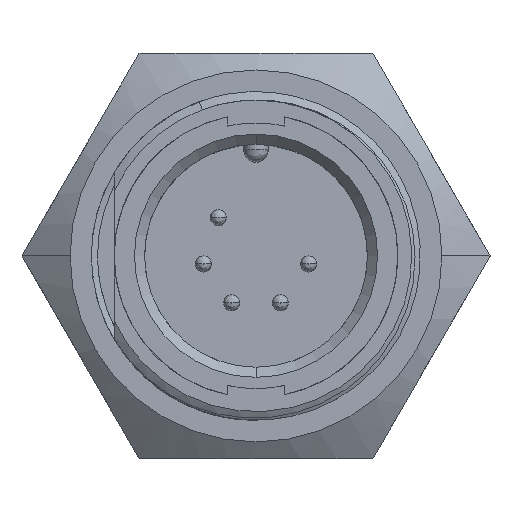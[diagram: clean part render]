
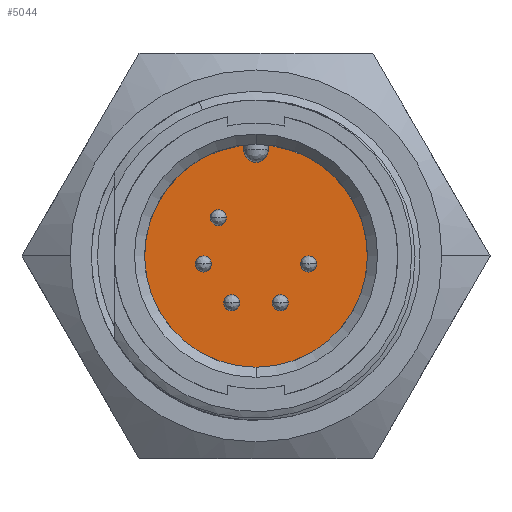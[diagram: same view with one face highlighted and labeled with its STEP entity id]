
A CAD part, top view. The second image highlights one B-rep face of the part: STEP entity #5044.
In plain terms, the highlighted planar face has unit normal (0, 0, 1).
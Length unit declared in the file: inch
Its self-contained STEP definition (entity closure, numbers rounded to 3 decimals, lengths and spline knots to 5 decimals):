
#29 = CARTESIAN_POINT ( 'NONE',  ( -0.03, 0.261, -0.29754 ) ) ;
#52 = VECTOR ( 'NONE', #8644, 39.37008 ) ;
#274 = CIRCLE ( 'NONE', #12384, 0.275 ) ;
#387 = CIRCLE ( 'NONE', #11429, 0.01975 ) ;
#391 = EDGE_LOOP ( 'NONE', ( #3936, #17869 ) ) ;
#679 = DIRECTION ( 'NONE',  ( 0., 0., -1. ) ) ;
#783 = CIRCLE ( 'NONE', #1824, 0.01975 ) ;
#823 = CIRCLE ( 'NONE', #18855, 0.01975 ) ;
#936 = EDGE_LOOP ( 'NONE', ( #2332, #3289 ) ) ;
#988 = VERTEX_POINT ( 'NONE', #7630 ) ;
#1102 = CIRCLE ( 'NONE', #7950, 0.01975 ) ;
#1314 = DIRECTION ( 'NONE',  ( 0., 1., 0. ) ) ;
#1339 = ORIENTED_EDGE ( 'NONE', *, *, #16090, .T. ) ;
#1488 = FACE_BOUND ( 'NONE', #19758, .T. ) ;
#1824 = AXIS2_PLACEMENT_3D ( 'NONE', #3078, #13741, #4616 ) ;
#1882 = EDGE_LOOP ( 'NONE', ( #1339, #5374 ) ) ;
#2157 = EDGE_CURVE ( 'NONE', #988, #9066, #4549, .T. ) ;
#2332 = ORIENTED_EDGE ( 'NONE', *, *, #3388, .T. ) ;
#2812 = VERTEX_POINT ( 'NONE', #29 ) ;
#3078 = CARTESIAN_POINT ( 'NONE',  ( -0.06, -0.116, -0.29754 ) ) ;
#3289 = ORIENTED_EDGE ( 'NONE', *, *, #8504, .T. ) ;
#3388 = EDGE_CURVE ( 'NONE', #19464, #18830, #11959, .T. ) ;
#3674 = CIRCLE ( 'NONE', #16600, 0.01975 ) ;
#3871 = CARTESIAN_POINT ( 'NONE',  ( -0.13, -0.02, -0.29754 ) ) ;
#3936 = ORIENTED_EDGE ( 'NONE', *, *, #16735, .T. ) ;
#3953 = CIRCLE ( 'NONE', #4385, 0.03 ) ;
#4016 = EDGE_LOOP ( 'NONE', ( #15140, #4692, #19389, #9028, #7295 ) ) ;
#4252 = VERTEX_POINT ( 'NONE', #11352 ) ;
#4385 = AXIS2_PLACEMENT_3D ( 'NONE', #13586, #4461, #15119 ) ;
#4461 = DIRECTION ( 'NONE',  ( 0., 0., -1. ) ) ;
#4549 = CIRCLE ( 'NONE', #6653, 0.01975 ) ;
#4616 = DIRECTION ( 'NONE',  ( 0., 1., 0. ) ) ;
#4628 = CIRCLE ( 'NONE', #12496, 0.01975 ) ;
#4685 = CIRCLE ( 'NONE', #13318, 0.01975 ) ;
#4692 = ORIENTED_EDGE ( 'NONE', *, *, #19629, .T. ) ;
#4730 = DIRECTION ( 'NONE',  ( 0., 0., -1. ) ) ;
#4912 = EDGE_LOOP ( 'NONE', ( #14968, #15250 ) ) ;
#4984 = CARTESIAN_POINT ( 'NONE',  ( -0.093, 0.11375, -0.29754 ) ) ;
#5044 = ADVANCED_FACE ( 'NONE', ( #5537, #9604, #1488, #6494, #17213, #17686 ), #17972, .T. ) ;
#5147 = CIRCLE ( 'NONE', #9521, 0.275 ) ;
#5201 = CARTESIAN_POINT ( 'NONE',  ( -0.13, -0.03975, -0.29754 ) ) ;
#5374 = ORIENTED_EDGE ( 'NONE', *, *, #13864, .T. ) ;
#5375 = ORIENTED_EDGE ( 'NONE', *, *, #6274, .T. ) ;
#5415 = DIRECTION ( 'NONE',  ( 0., 1., 0. ) ) ;
#5537 = FACE_BOUND ( 'NONE', #1882, .T. ) ;
#5601 = DIRECTION ( 'NONE',  ( 0., 0., -1. ) ) ;
#5602 = VERTEX_POINT ( 'NONE', #10571 ) ;
#5894 = EDGE_CURVE ( 'NONE', #5602, #14155, #274, .T. ) ;
#5976 = VERTEX_POINT ( 'NONE', #16370 ) ;
#6274 = EDGE_CURVE ( 'NONE', #9066, #988, #1102, .T. ) ;
#6287 = VERTEX_POINT ( 'NONE', #10759 ) ;
#6487 = CARTESIAN_POINT ( 'NONE',  ( -0.06, -0.09625, -0.29754 ) ) ;
#6494 = FACE_OUTER_BOUND ( 'NONE', #4016, .T. ) ;
#6653 = AXIS2_PLACEMENT_3D ( 'NONE', #15919, #6830, #17462 ) ;
#6692 = DIRECTION ( 'NONE',  ( 0., 0., 1. ) ) ;
#6830 = DIRECTION ( 'NONE',  ( 0., 0., -1. ) ) ;
#6914 = VERTEX_POINT ( 'NONE', #6487 ) ;
#7295 = ORIENTED_EDGE ( 'NONE', *, *, #14049, .T. ) ;
#7395 = CARTESIAN_POINT ( 'NONE',  ( 0., 0., -0.29754 ) ) ;
#7630 = CARTESIAN_POINT ( 'NONE',  ( 0.13, -0.03975, -0.29754 ) ) ;
#7773 = DIRECTION ( 'NONE',  ( 0., 0., -1. ) ) ;
#7950 = AXIS2_PLACEMENT_3D ( 'NONE', #16872, #7773, #18407 ) ;
#8005 = CARTESIAN_POINT ( 'NONE',  ( 0.06, -0.116, -0.29754 ) ) ;
#8077 = CARTESIAN_POINT ( 'NONE',  ( -0.093, 0.094, -0.29754 ) ) ;
#8262 = CARTESIAN_POINT ( 'NONE',  ( 0.03, 0.27336, -0.29754 ) ) ;
#8283 = DIRECTION ( 'NONE',  ( 0., 0., 1. ) ) ;
#8415 = CARTESIAN_POINT ( 'NONE',  ( 0., -0.275, -0.29754 ) ) ;
#8444 = CARTESIAN_POINT ( 'NONE',  ( 0.03, 0.27336, -0.29754 ) ) ;
#8504 = EDGE_CURVE ( 'NONE', #18830, #19464, #4628, .T. ) ;
#8557 = EDGE_CURVE ( 'NONE', #9930, #12566, #3674, .T. ) ;
#8631 = AXIS2_PLACEMENT_3D ( 'NONE', #19566, #10441, #1314 ) ;
#8644 = DIRECTION ( 'NONE',  ( 0., 1., 0. ) ) ;
#8915 = DIRECTION ( 'NONE',  ( 1., 0., 0. ) ) ;
#9028 = ORIENTED_EDGE ( 'NONE', *, *, #14801, .T. ) ;
#9066 = VERTEX_POINT ( 'NONE', #17376 ) ;
#9167 = CARTESIAN_POINT ( 'NONE',  ( -0.093, 0.07425, -0.29754 ) ) ;
#9521 = AXIS2_PLACEMENT_3D ( 'NONE', #15778, #6692, #17325 ) ;
#9543 = DIRECTION ( 'NONE',  ( 0., 1., 0. ) ) ;
#9604 = FACE_BOUND ( 'NONE', #936, .T. ) ;
#9610 = DIRECTION ( 'NONE',  ( 0., 1., 0. ) ) ;
#9819 = CARTESIAN_POINT ( 'NONE',  ( -0.093, 0.094, -0.29754 ) ) ;
#9920 = DIRECTION ( 'NONE',  ( 0., -1., 0. ) ) ;
#9930 = VERTEX_POINT ( 'NONE', #5201 ) ;
#10441 = DIRECTION ( 'NONE',  ( 0., 0., -1. ) ) ;
#10571 = CARTESIAN_POINT ( 'NONE',  ( -0.03, 0.27336, -0.29754 ) ) ;
#10759 = CARTESIAN_POINT ( 'NONE',  ( -0.06, -0.13575, -0.29754 ) ) ;
#11291 = CARTESIAN_POINT ( 'NONE',  ( -0.13, -0.00025, -0.29754 ) ) ;
#11332 = DIRECTION ( 'NONE',  ( 0., 1., 0. ) ) ;
#11352 = CARTESIAN_POINT ( 'NONE',  ( 0.03, 0.261, -0.29754 ) ) ;
#11429 = AXIS2_PLACEMENT_3D ( 'NONE', #14716, #5601, #16237 ) ;
#11617 = AXIS2_PLACEMENT_3D ( 'NONE', #8077, #18723, #9610 ) ;
#11959 = CIRCLE ( 'NONE', #11617, 0.01975 ) ;
#12384 = AXIS2_PLACEMENT_3D ( 'NONE', #17400, #8283, #18944 ) ;
#12475 = VERTEX_POINT ( 'NONE', #18568 ) ;
#12496 = AXIS2_PLACEMENT_3D ( 'NONE', #9819, #679, #11332 ) ;
#12566 = VERTEX_POINT ( 'NONE', #11291 ) ;
#12784 = ORIENTED_EDGE ( 'NONE', *, *, #2157, .T. ) ;
#12842 = EDGE_CURVE ( 'NONE', #6914, #6287, #783, .T. ) ;
#13318 = AXIS2_PLACEMENT_3D ( 'NONE', #8005, #18650, #9543 ) ;
#13586 = CARTESIAN_POINT ( 'NONE',  ( 0., 0.261, -0.29754 ) ) ;
#13741 = DIRECTION ( 'NONE',  ( 0., 0., -1. ) ) ;
#13855 = CARTESIAN_POINT ( 'NONE',  ( -0.06, -0.116, -0.29754 ) ) ;
#13864 = EDGE_CURVE ( 'NONE', #5976, #12475, #4685, .T. ) ;
#14049 = EDGE_CURVE ( 'NONE', #19615, #4252, #19475, .T. ) ;
#14155 = VERTEX_POINT ( 'NONE', #8415 ) ;
#14456 = EDGE_CURVE ( 'NONE', #4252, #2812, #3953, .T. ) ;
#14532 = DIRECTION ( 'NONE',  ( 0., 0., -1. ) ) ;
#14716 = CARTESIAN_POINT ( 'NONE',  ( 0.06, -0.116, -0.29754 ) ) ;
#14801 = EDGE_CURVE ( 'NONE', #14155, #19615, #5147, .T. ) ;
#14968 = ORIENTED_EDGE ( 'NONE', *, *, #12842, .T. ) ;
#15119 = DIRECTION ( 'NONE',  ( -1., 0., 0. ) ) ;
#15140 = ORIENTED_EDGE ( 'NONE', *, *, #14456, .T. ) ;
#15250 = ORIENTED_EDGE ( 'NONE', *, *, #16982, .T. ) ;
#15378 = DIRECTION ( 'NONE',  ( 0., 1., 0. ) ) ;
#15399 = VECTOR ( 'NONE', #9920, 39.37008 ) ;
#15778 = CARTESIAN_POINT ( 'NONE',  ( 0., 0., -0.29754 ) ) ;
#15919 = CARTESIAN_POINT ( 'NONE',  ( 0.13, -0.02, -0.29754 ) ) ;
#16090 = EDGE_CURVE ( 'NONE', #12475, #5976, #387, .T. ) ;
#16216 = AXIS2_PLACEMENT_3D ( 'NONE', #7395, #18038, #8915 ) ;
#16237 = DIRECTION ( 'NONE',  ( 0., 1., 0. ) ) ;
#16370 = CARTESIAN_POINT ( 'NONE',  ( 0.06, -0.13575, -0.29754 ) ) ;
#16600 = AXIS2_PLACEMENT_3D ( 'NONE', #3871, #14532, #5415 ) ;
#16735 = EDGE_CURVE ( 'NONE', #12566, #9930, #18469, .T. ) ;
#16872 = CARTESIAN_POINT ( 'NONE',  ( 0.13, -0.02, -0.29754 ) ) ;
#16982 = EDGE_CURVE ( 'NONE', #6287, #6914, #823, .T. ) ;
#17213 = FACE_BOUND ( 'NONE', #4912, .T. ) ;
#17325 = DIRECTION ( 'NONE',  ( 0., -1., 0. ) ) ;
#17376 = CARTESIAN_POINT ( 'NONE',  ( 0.13, -0.00025, -0.29754 ) ) ;
#17400 = CARTESIAN_POINT ( 'NONE',  ( 0., 0., -0.29754 ) ) ;
#17462 = DIRECTION ( 'NONE',  ( 0., 1., 0. ) ) ;
#17686 = FACE_BOUND ( 'NONE', #391, .T. ) ;
#17768 = CARTESIAN_POINT ( 'NONE',  ( -0.03, 0., -0.29754 ) ) ;
#17869 = ORIENTED_EDGE ( 'NONE', *, *, #8557, .T. ) ;
#17972 = PLANE ( 'NONE',  #16216 ) ;
#18038 = DIRECTION ( 'NONE',  ( 0., 0., 1. ) ) ;
#18407 = DIRECTION ( 'NONE',  ( 0., 1., 0. ) ) ;
#18469 = CIRCLE ( 'NONE', #8631, 0.01975 ) ;
#18568 = CARTESIAN_POINT ( 'NONE',  ( 0.06, -0.09625, -0.29754 ) ) ;
#18650 = DIRECTION ( 'NONE',  ( 0., 0., -1. ) ) ;
#18723 = DIRECTION ( 'NONE',  ( 0., 0., -1. ) ) ;
#18830 = VERTEX_POINT ( 'NONE', #9167 ) ;
#18855 = AXIS2_PLACEMENT_3D ( 'NONE', #13855, #4730, #15378 ) ;
#18944 = DIRECTION ( 'NONE',  ( 0., -1., 0. ) ) ;
#19379 = LINE ( 'NONE', #17768, #52 ) ;
#19389 = ORIENTED_EDGE ( 'NONE', *, *, #5894, .T. ) ;
#19464 = VERTEX_POINT ( 'NONE', #4984 ) ;
#19475 = LINE ( 'NONE', #8262, #15399 ) ;
#19566 = CARTESIAN_POINT ( 'NONE',  ( -0.13, -0.02, -0.29754 ) ) ;
#19615 = VERTEX_POINT ( 'NONE', #8444 ) ;
#19629 = EDGE_CURVE ( 'NONE', #2812, #5602, #19379, .T. ) ;
#19758 = EDGE_LOOP ( 'NONE', ( #5375, #12784 ) ) ;
